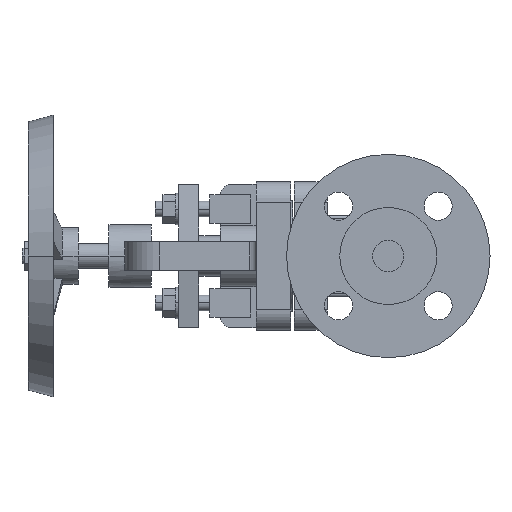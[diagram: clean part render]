
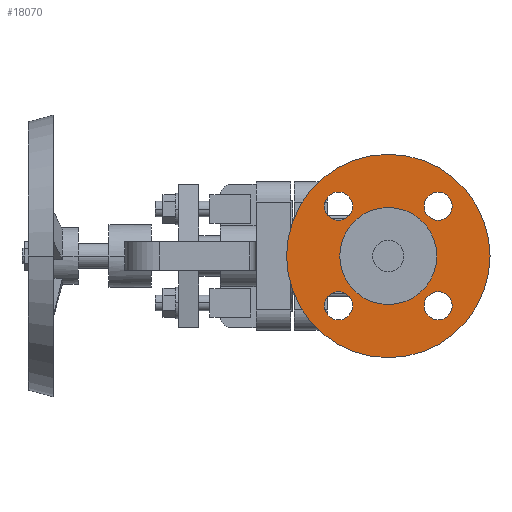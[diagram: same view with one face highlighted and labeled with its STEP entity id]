
A CAD part, left-side view. The second image highlights one B-rep face of the part: STEP entity #18070.
In plain terms, the highlighted planar face has unit normal (-1, 0, 0).
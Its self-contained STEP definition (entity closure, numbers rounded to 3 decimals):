
#3740=CARTESIAN_POINT('',(2.,31.,0.));
#3750=VERTEX_POINT('',#3740);
#3910=CARTESIAN_POINT('',(2.,-31.,0.));
#3920=VERTEX_POINT('',#3910);
#3950=CARTESIAN_POINT('',(2.,0.,0.));
#3960=DIRECTION('',(-1.,0.,0.));
#3970=DIRECTION('',(0.,1.,0.));
#3980=AXIS2_PLACEMENT_3D('',#3950,#3960,#3970);
#3990=CIRCLE('',#3980,31.);
#4000=EDGE_CURVE('',#3750,#3920,#3990,.T.);
#8050=CARTESIAN_POINT('',(2.,0.,65.));
#8060=VERTEX_POINT('',#8050);
#8220=CARTESIAN_POINT('',(2.,0.,-65.));
#8230=VERTEX_POINT('',#8220);
#8260=CARTESIAN_POINT('',(2.,0.,0.));
#8270=DIRECTION('',(1.,0.,0.));
#8280=DIRECTION('',(0.,0.,-1.));
#8290=AXIS2_PLACEMENT_3D('',#8260,#8270,#8280);
#8300=CIRCLE('',#8290,65.);
#8310=EDGE_CURVE('',#8060,#8230,#8300,.T.);
#8540=CARTESIAN_POINT('',(2.,31.82,-22.82));
#8550=VERTEX_POINT('',#8540);
#8710=CARTESIAN_POINT('',(2.,31.82,-40.82));
#8720=VERTEX_POINT('',#8710);
#8750=CARTESIAN_POINT('',(2.,31.82,-31.82));
#8760=DIRECTION('',(1.,0.,0.));
#8770=DIRECTION('',(0.,0.,-1.));
#8780=AXIS2_PLACEMENT_3D('',#8750,#8760,#8770);
#8790=CIRCLE('',#8780,9.);
#8800=EDGE_CURVE('',#8720,#8550,#8790,.T.);
#9030=CARTESIAN_POINT('',(2.,-31.82,-40.82));
#9040=VERTEX_POINT('',#9030);
#9200=CARTESIAN_POINT('',(2.,-31.82,-22.82));
#9210=VERTEX_POINT('',#9200);
#9240=CARTESIAN_POINT('',(2.,-31.82,-31.82));
#9250=DIRECTION('',(1.,0.,0.));
#9260=DIRECTION('',(0.,0.,-1.));
#9270=AXIS2_PLACEMENT_3D('',#9240,#9250,#9260);
#9280=CIRCLE('',#9270,9.);
#9290=EDGE_CURVE('',#9210,#9040,#9280,.T.);
#9520=CARTESIAN_POINT('',(2.,31.82,22.82));
#9530=VERTEX_POINT('',#9520);
#9690=CARTESIAN_POINT('',(2.,31.82,40.82));
#9700=VERTEX_POINT('',#9690);
#9730=CARTESIAN_POINT('',(2.,31.82,31.82));
#9740=DIRECTION('',(1.,0.,0.));
#9750=DIRECTION('',(0.,0.,-1.));
#9760=AXIS2_PLACEMENT_3D('',#9730,#9740,#9750);
#9770=CIRCLE('',#9760,9.);
#9780=EDGE_CURVE('',#9700,#9530,#9770,.T.);
#10010=CARTESIAN_POINT('',(2.,-31.82,22.82));
#10020=VERTEX_POINT('',#10010);
#10050=CARTESIAN_POINT('',(2.,-31.82,31.82));
#10060=DIRECTION('',(1.,0.,0.));
#10070=DIRECTION('',(0.,0.,-1.));
#10080=AXIS2_PLACEMENT_3D('',#10050,#10060,#10070);
#10090=CIRCLE('',#10080,9.);
#10100=CARTESIAN_POINT('',(2.,-31.82,40.82));
#10110=VERTEX_POINT('',#10100);
#10120=EDGE_CURVE('',#10020,#10110,#10090,.T.);
#17720=CARTESIAN_POINT('',(2.,0.,0.));
#17730=DIRECTION('',(1.,0.,0.));
#17740=DIRECTION('',(0.,0.,-1.));
#17750=AXIS2_PLACEMENT_3D('',#17720,#17730,#17740);
#17760=PLANE('',#17750);
#17770=ORIENTED_EDGE('',*,*,#10120,.T.);
#17780=EDGE_CURVE('',#10110,#10020,#10090,.T.);
#17790=ORIENTED_EDGE('',*,*,#17780,.T.);
#17800=EDGE_LOOP('',(#17790,#17770));
#17810=FACE_BOUND('',#17800,.T.);
#17820=EDGE_CURVE('',#9530,#9700,#9770,.T.);
#17830=ORIENTED_EDGE('',*,*,#17820,.T.);
#17840=ORIENTED_EDGE('',*,*,#9780,.T.);
#17850=EDGE_LOOP('',(#17840,#17830));
#17860=FACE_BOUND('',#17850,.T.);
#17870=EDGE_CURVE('',#9040,#9210,#9280,.T.);
#17880=ORIENTED_EDGE('',*,*,#17870,.T.);
#17890=ORIENTED_EDGE('',*,*,#9290,.T.);
#17900=EDGE_LOOP('',(#17890,#17880));
#17910=FACE_BOUND('',#17900,.T.);
#17920=EDGE_CURVE('',#8550,#8720,#8790,.T.);
#17930=ORIENTED_EDGE('',*,*,#17920,.T.);
#17940=ORIENTED_EDGE('',*,*,#8800,.T.);
#17950=EDGE_LOOP('',(#17940,#17930));
#17960=FACE_BOUND('',#17950,.T.);
#17970=EDGE_CURVE('',#8230,#8060,#8300,.T.);
#17980=ORIENTED_EDGE('',*,*,#17970,.F.);
#17990=ORIENTED_EDGE('',*,*,#8310,.F.);
#18000=EDGE_LOOP('',(#17990,#17980));
#18010=FACE_OUTER_BOUND('',#18000,.T.);
#18020=EDGE_CURVE('',#3920,#3750,#3990,.T.);
#18030=ORIENTED_EDGE('',*,*,#18020,.F.);
#18040=ORIENTED_EDGE('',*,*,#4000,.F.);
#18050=EDGE_LOOP('',(#18040,#18030));
#18060=FACE_BOUND('',#18050,.T.);
#18070=ADVANCED_FACE('',(#17810,#17860,#17910,#17960,#18010,#18060),
#17760,.F.);
